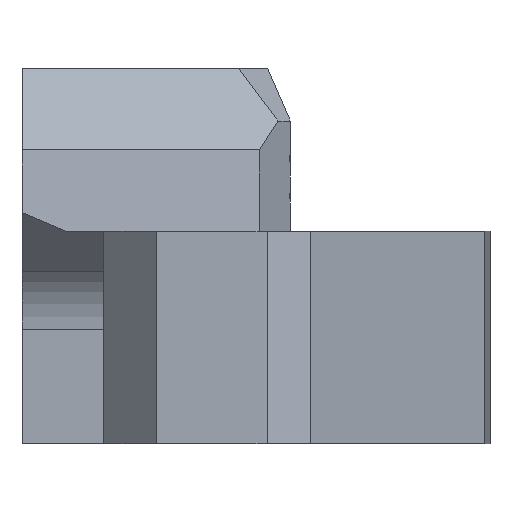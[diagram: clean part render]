
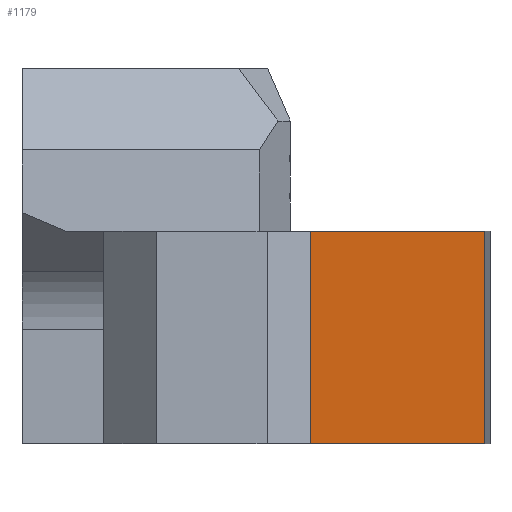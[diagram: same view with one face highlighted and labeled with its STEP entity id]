
A CAD part, left-side view. The second image highlights one B-rep face of the part: STEP entity #1179.
In plain terms, the highlighted planar face has unit normal (-0.581, -0.814, 0).
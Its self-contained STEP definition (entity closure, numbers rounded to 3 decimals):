
#39=PLANE('',#1267);
#96=FACE_OUTER_BOUND('',#162,.T.);
#162=EDGE_LOOP('',(#917,#918,#919,#920));
#231=LINE('',#1680,#381);
#289=LINE('',#1810,#439);
#290=LINE('',#1812,#440);
#291=LINE('',#1813,#441);
#381=VECTOR('',#1357,1000.);
#439=VECTOR('',#1449,1000.);
#440=VECTOR('',#1450,1000.);
#441=VECTOR('',#1451,1000.);
#549=VERTEX_POINT('',#1677);
#550=VERTEX_POINT('',#1679);
#605=VERTEX_POINT('',#1809);
#606=VERTEX_POINT('',#1811);
#665=EDGE_CURVE('',#549,#550,#231,.T.);
#730=EDGE_CURVE('',#549,#605,#289,.T.);
#731=EDGE_CURVE('',#605,#606,#290,.T.);
#732=EDGE_CURVE('',#606,#550,#291,.T.);
#917=ORIENTED_EDGE('',*,*,#665,.F.);
#918=ORIENTED_EDGE('',*,*,#730,.T.);
#919=ORIENTED_EDGE('',*,*,#731,.T.);
#920=ORIENTED_EDGE('',*,*,#732,.T.);
#1179=ADVANCED_FACE('',(#96),#39,.T.);
#1267=AXIS2_PLACEMENT_3D('',#1808,#1447,#1448);
#1357=DIRECTION('',(0.814,-0.581,0.));
#1447=DIRECTION('center_axis',(-0.581,-0.814,0.));
#1448=DIRECTION('ref_axis',(0.814,-0.581,0.));
#1449=DIRECTION('',(0.,0.,-1.));
#1450=DIRECTION('',(0.814,-0.581,0.));
#1451=DIRECTION('',(0.,0.,1.));
#1677=CARTESIAN_POINT('',(-20.172,-2.081,7.8));
#1679=CARTESIAN_POINT('',(-11.179,-8.501,7.8));
#1680=CARTESIAN_POINT('',(-15.269,-5.581,7.8));
#1808=CARTESIAN_POINT('Origin',(-15.269,-5.581,0.));
#1809=CARTESIAN_POINT('',(-20.172,-2.081,0.));
#1810=CARTESIAN_POINT('',(-20.172,-2.081,0.));
#1811=CARTESIAN_POINT('',(-11.179,-8.501,0.));
#1812=CARTESIAN_POINT('',(-15.269,-5.581,0.));
#1813=CARTESIAN_POINT('',(-11.179,-8.501,0.));
